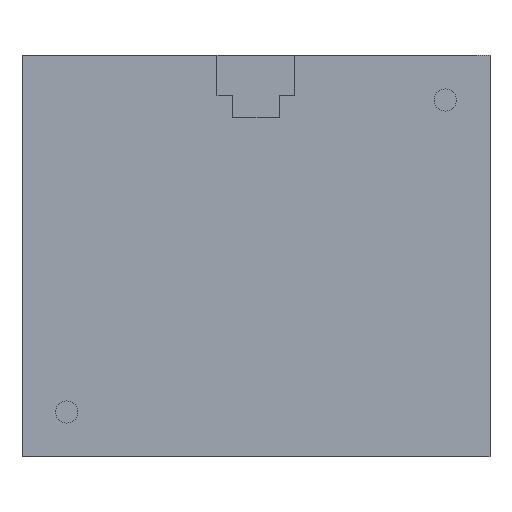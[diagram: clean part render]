
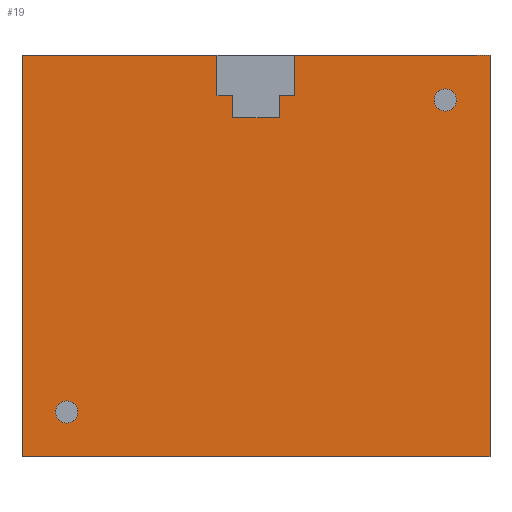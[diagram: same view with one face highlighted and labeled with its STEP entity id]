
A CAD part, front view. The second image highlights one B-rep face of the part: STEP entity #19.
In plain terms, the highlighted planar face has unit normal (0, -1, 0).
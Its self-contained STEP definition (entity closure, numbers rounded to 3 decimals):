
#3 = CARTESIAN_POINT ( 'NONE',  ( -5.45, -15.743, 2. ) ) ;
#6 = CARTESIAN_POINT ( 'NONE',  ( 5.3, -15.743, 18. ) ) ;
#13 = CARTESIAN_POINT ( 'NONE',  ( 14.05, -15.743, 18. ) ) ;
#15 = LINE ( 'NONE', #332, #52 ) ;
#19 = ADVANCED_FACE ( 'NONE', ( #299, #471, #162 ), #467, .T. ) ;
#22 = CARTESIAN_POINT ( 'NONE',  ( -6.95, -15.743, 0. ) ) ;
#27 = CARTESIAN_POINT ( 'NONE',  ( -4.95, -15.743, 2. ) ) ;
#28 = VERTEX_POINT ( 'NONE', #114 ) ;
#31 = DIRECTION ( 'NONE',  ( -1., 0., 0. ) ) ;
#38 = AXIS2_PLACEMENT_3D ( 'NONE', #238, #348, #599 ) ;
#50 = EDGE_CURVE ( 'NONE', #163, #605, #479, .T. ) ;
#52 = VECTOR ( 'NONE', #384, 1000. ) ;
#53 = VECTOR ( 'NONE', #143, 1000. ) ;
#60 = CARTESIAN_POINT ( 'NONE',  ( 1.8, -15.743, 16.2 ) ) ;
#61 = ORIENTED_EDGE ( 'NONE', *, *, #533, .F. ) ;
#68 = DIRECTION ( 'NONE',  ( 0., 0., 1. ) ) ;
#86 = EDGE_CURVE ( 'NONE', #713, #88, #255, .T. ) ;
#88 = VERTEX_POINT ( 'NONE', #250 ) ;
#91 = LINE ( 'NONE', #202, #535 ) ;
#95 = CARTESIAN_POINT ( 'NONE',  ( 12.05, -15.743, 16. ) ) ;
#98 = DIRECTION ( 'NONE',  ( -1., 0., 0. ) ) ;
#105 = DIRECTION ( 'NONE',  ( -1., 0., 0. ) ) ;
#114 = CARTESIAN_POINT ( 'NONE',  ( 11.55, -15.743, 16. ) ) ;
#118 = DIRECTION ( 'NONE',  ( -1., 0., 0. ) ) ;
#129 = CARTESIAN_POINT ( 'NONE',  ( 2.5, -15.743, 16.2 ) ) ;
#131 = VERTEX_POINT ( 'NONE', #683 ) ;
#140 = DIRECTION ( 'NONE',  ( 0., 1., 0. ) ) ;
#141 = VERTEX_POINT ( 'NONE', #495 ) ;
#143 = DIRECTION ( 'NONE',  ( 0., 0., 1. ) ) ;
#144 = VECTOR ( 'NONE', #740, 1000. ) ;
#146 = ORIENTED_EDGE ( 'NONE', *, *, #417, .T. ) ;
#147 = VECTOR ( 'NONE', #31, 1000. ) ;
#162 = FACE_OUTER_BOUND ( 'NONE', #723, .T. ) ;
#163 = VERTEX_POINT ( 'NONE', #60 ) ;
#175 = EDGE_CURVE ( 'NONE', #131, #28, #355, .T. ) ;
#179 = AXIS2_PLACEMENT_3D ( 'NONE', #27, #140, #211 ) ;
#184 = EDGE_CURVE ( 'NONE', #163, #748, #741, .T. ) ;
#187 = VERTEX_POINT ( 'NONE', #3 ) ;
#191 = VECTOR ( 'NONE', #737, 1000. ) ;
#192 = CIRCLE ( 'NONE', #235, 0.5 ) ;
#202 = CARTESIAN_POINT ( 'NONE',  ( 14.05, -15.743, 0. ) ) ;
#204 = ORIENTED_EDGE ( 'NONE', *, *, #264, .T. ) ;
#211 = DIRECTION ( 'NONE',  ( -1., 0., 0. ) ) ;
#212 = VERTEX_POINT ( 'NONE', #13 ) ;
#219 = LINE ( 'NONE', #339, #581 ) ;
#229 = EDGE_CURVE ( 'NONE', #141, #433, #91, .T. ) ;
#235 = AXIS2_PLACEMENT_3D ( 'NONE', #767, #699, #98 ) ;
#238 = CARTESIAN_POINT ( 'NONE',  ( -6.95, -15.743, 0. ) ) ;
#245 = CARTESIAN_POINT ( 'NONE',  ( 1.8, -15.743, 9. ) ) ;
#250 = CARTESIAN_POINT ( 'NONE',  ( 5.3, -15.743, 16.2 ) ) ;
#251 = EDGE_CURVE ( 'NONE', #775, #748, #15, .T. ) ;
#255 = LINE ( 'NONE', #377, #191 ) ;
#256 = AXIS2_PLACEMENT_3D ( 'NONE', #95, #462, #105 ) ;
#264 = EDGE_CURVE ( 'NONE', #187, #637, #521, .T. ) ;
#267 = LINE ( 'NONE', #616, #414 ) ;
#269 = ORIENTED_EDGE ( 'NONE', *, *, #229, .F. ) ;
#272 = DIRECTION ( 'NONE',  ( -1., 0., 0. ) ) ;
#281 = CARTESIAN_POINT ( 'NONE',  ( -6.95, -15.743, 0. ) ) ;
#287 = ORIENTED_EDGE ( 'NONE', *, *, #86, .F. ) ;
#295 = ORIENTED_EDGE ( 'NONE', *, *, #675, .F. ) ;
#297 = DIRECTION ( 'NONE',  ( 0., 0., -1. ) ) ;
#298 = VECTOR ( 'NONE', #519, 1000. ) ;
#299 = FACE_BOUND ( 'NONE', #539, .T. ) ;
#301 = LINE ( 'NONE', #541, #556 ) ;
#310 = CARTESIAN_POINT ( 'NONE',  ( 12.05, -15.743, 16. ) ) ;
#312 = LINE ( 'NONE', #553, #144 ) ;
#324 = CARTESIAN_POINT ( 'NONE',  ( -4.45, -15.743, 2. ) ) ;
#326 = ORIENTED_EDGE ( 'NONE', *, *, #422, .T. ) ;
#332 = CARTESIAN_POINT ( 'NONE',  ( 14.05, -15.743, 18. ) ) ;
#339 = CARTESIAN_POINT ( 'NONE',  ( 5.3, -15.743, 9. ) ) ;
#348 = DIRECTION ( 'NONE',  ( 0., -1., 0. ) ) ;
#355 = CIRCLE ( 'NONE', #573, 0.5 ) ;
#362 = ORIENTED_EDGE ( 'NONE', *, *, #50, .F. ) ;
#365 = CARTESIAN_POINT ( 'NONE',  ( 2.5, -15.743, 15.2 ) ) ;
#377 = CARTESIAN_POINT ( 'NONE',  ( 4.6, -15.743, 16.2 ) ) ;
#384 = DIRECTION ( 'NONE',  ( 1., 0., 0. ) ) ;
#391 = EDGE_CURVE ( 'NONE', #538, #88, #219, .T. ) ;
#404 = LINE ( 'NONE', #651, #557 ) ;
#413 = ORIENTED_EDGE ( 'NONE', *, *, #790, .F. ) ;
#414 = VECTOR ( 'NONE', #68, 1000. ) ;
#417 = EDGE_CURVE ( 'NONE', #640, #656, #592, .T. ) ;
#422 = EDGE_CURVE ( 'NONE', #28, #131, #596, .T. ) ;
#433 = VERTEX_POINT ( 'NONE', #281 ) ;
#456 = CARTESIAN_POINT ( 'NONE',  ( -6.95, -15.743, 18. ) ) ;
#460 = VECTOR ( 'NONE', #550, 1000. ) ;
#461 = EDGE_CURVE ( 'NONE', #656, #605, #404, .T. ) ;
#462 = DIRECTION ( 'NONE',  ( 0., 1., 0. ) ) ;
#467 = PLANE ( 'NONE',  #38 ) ;
#471 = FACE_BOUND ( 'NONE', #750, .T. ) ;
#479 = LINE ( 'NONE', #718, #298 ) ;
#495 = CARTESIAN_POINT ( 'NONE',  ( 14.05, -15.743, 0. ) ) ;
#517 = LINE ( 'NONE', #22, #53 ) ;
#519 = DIRECTION ( 'NONE',  ( 1., 0., 0. ) ) ;
#521 = CIRCLE ( 'NONE', #179, 0.5 ) ;
#528 = ORIENTED_EDGE ( 'NONE', *, *, #251, .F. ) ;
#532 = EDGE_CURVE ( 'NONE', #141, #212, #267, .T. ) ;
#533 = EDGE_CURVE ( 'NONE', #538, #212, #312, .T. ) ;
#535 = VECTOR ( 'NONE', #272, 1000. ) ;
#538 = VERTEX_POINT ( 'NONE', #6 ) ;
#539 = EDGE_LOOP ( 'NONE', ( #204, #690 ) ) ;
#541 = CARTESIAN_POINT ( 'NONE',  ( 4.6, -15.743, 15.2 ) ) ;
#547 = DIRECTION ( 'NONE',  ( 0., 1., 0. ) ) ;
#550 = DIRECTION ( 'NONE',  ( 0., 0., 1. ) ) ;
#553 = CARTESIAN_POINT ( 'NONE',  ( 14.05, -15.743, 18. ) ) ;
#556 = VECTOR ( 'NONE', #786, 1000. ) ;
#557 = VECTOR ( 'NONE', #647, 1000. ) ;
#566 = ORIENTED_EDGE ( 'NONE', *, *, #184, .T. ) ;
#567 = CARTESIAN_POINT ( 'NONE',  ( 4.6, -15.743, 15.2 ) ) ;
#573 = AXIS2_PLACEMENT_3D ( 'NONE', #310, #547, #118 ) ;
#581 = VECTOR ( 'NONE', #297, 1000. ) ;
#583 = CARTESIAN_POINT ( 'NONE',  ( -1.7, -15.743, 15.2 ) ) ;
#592 = LINE ( 'NONE', #583, #147 ) ;
#596 = CIRCLE ( 'NONE', #256, 0.5 ) ;
#599 = DIRECTION ( 'NONE',  ( 0., 0., -1. ) ) ;
#605 = VERTEX_POINT ( 'NONE', #129 ) ;
#609 = ORIENTED_EDGE ( 'NONE', *, *, #532, .T. ) ;
#616 = CARTESIAN_POINT ( 'NONE',  ( 14.05, -15.743, 0. ) ) ;
#620 = ORIENTED_EDGE ( 'NONE', *, *, #175, .T. ) ;
#637 = VERTEX_POINT ( 'NONE', #324 ) ;
#640 = VERTEX_POINT ( 'NONE', #567 ) ;
#646 = CARTESIAN_POINT ( 'NONE',  ( 1.8, -15.743, 18. ) ) ;
#647 = DIRECTION ( 'NONE',  ( 0., 0., 1. ) ) ;
#651 = CARTESIAN_POINT ( 'NONE',  ( 2.5, -15.743, 15.2 ) ) ;
#656 = VERTEX_POINT ( 'NONE', #365 ) ;
#674 = ORIENTED_EDGE ( 'NONE', *, *, #391, .T. ) ;
#675 = EDGE_CURVE ( 'NONE', #640, #713, #301, .T. ) ;
#683 = CARTESIAN_POINT ( 'NONE',  ( 12.55, -15.743, 16. ) ) ;
#690 = ORIENTED_EDGE ( 'NONE', *, *, #705, .T. ) ;
#695 = CARTESIAN_POINT ( 'NONE',  ( 4.6, -15.743, 16.2 ) ) ;
#699 = DIRECTION ( 'NONE',  ( 0., 1., 0. ) ) ;
#705 = EDGE_CURVE ( 'NONE', #637, #187, #192, .T. ) ;
#713 = VERTEX_POINT ( 'NONE', #695 ) ;
#718 = CARTESIAN_POINT ( 'NONE',  ( 1.8, -15.743, 16.2 ) ) ;
#723 = EDGE_LOOP ( 'NONE', ( #674, #287, #295, #146, #763, #362, #566, #528, #413, #269, #609, #61 ) ) ;
#737 = DIRECTION ( 'NONE',  ( 1., 0., 0. ) ) ;
#740 = DIRECTION ( 'NONE',  ( 1., 0., 0. ) ) ;
#741 = LINE ( 'NONE', #245, #460 ) ;
#748 = VERTEX_POINT ( 'NONE', #646 ) ;
#750 = EDGE_LOOP ( 'NONE', ( #326, #620 ) ) ;
#763 = ORIENTED_EDGE ( 'NONE', *, *, #461, .T. ) ;
#767 = CARTESIAN_POINT ( 'NONE',  ( -4.95, -15.743, 2. ) ) ;
#775 = VERTEX_POINT ( 'NONE', #456 ) ;
#786 = DIRECTION ( 'NONE',  ( 0., 0., 1. ) ) ;
#790 = EDGE_CURVE ( 'NONE', #433, #775, #517, .T. ) ;
